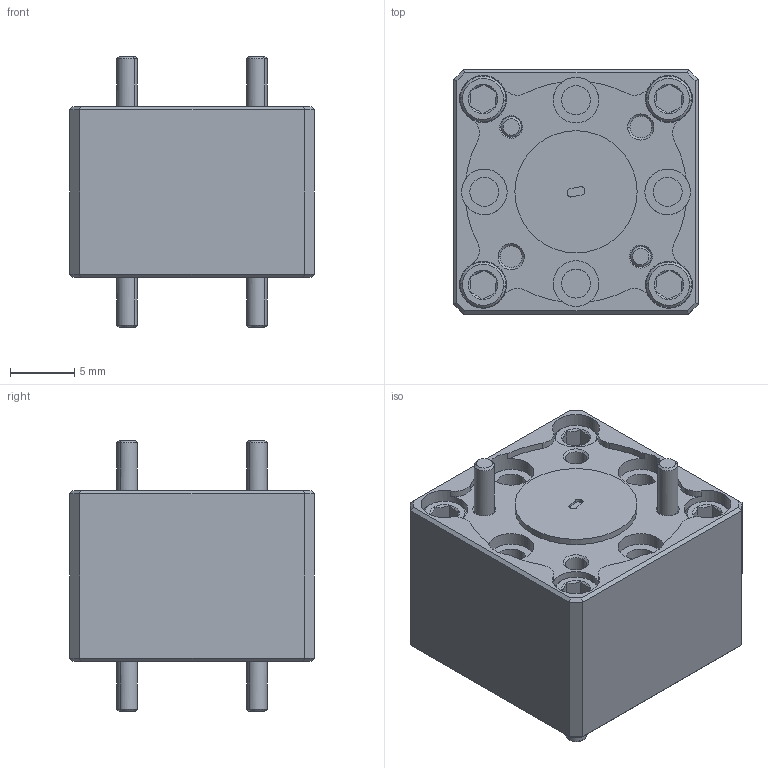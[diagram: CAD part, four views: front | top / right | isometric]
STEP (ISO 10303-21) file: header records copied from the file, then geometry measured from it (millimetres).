
FILE_DESCRIPTION (( 'STEP AP203' ), '1' );
FILE_NAME ('STF-05-S1-M.STEP', '2021-07-02T03:17:03', ( '' ), ( '' ), 'SwSTEP 2.0', 'SolidWorks 2021', '' );
FILE_SCHEMA (( 'CONFIG_CONTROL_DESIGN' ));
Length unit declared in the file: inch
Products named in the file (1): STF-05-S1-M
Bounding box: 19.05 x 19.05 x 21.08 mm (x, y, z)
Volume: 4354.7 mm3; surface area: 2710.9 mm2
Topology: 1 solids, 1 shells, 378 faces, 854 edges, 516 vertices
Faces by surface type: plane 136, cylinder 130, cone 112
Entity records: 10809 total; most frequent: CARTESIAN_POINT 2061, DIRECTION 1968, ORIENTED_EDGE 1708, EDGE_CURVE 854, AXIS2_PLACEMENT_3D 791, VERTEX_POINT 516, EDGE_LOOP 416, CIRCLE 412
